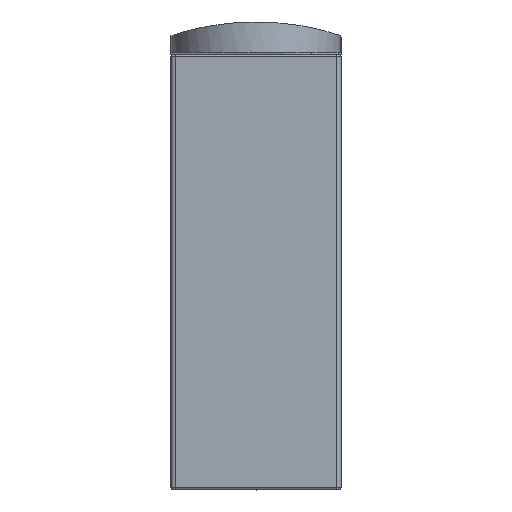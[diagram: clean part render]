
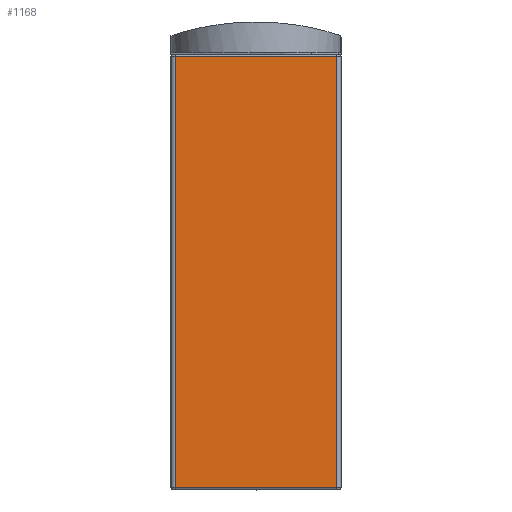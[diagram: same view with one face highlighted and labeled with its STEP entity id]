
A CAD part, top view. The second image highlights one B-rep face of the part: STEP entity #1168.
In plain terms, the highlighted planar face has unit normal (0, 0, 1).
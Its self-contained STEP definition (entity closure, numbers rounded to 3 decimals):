
#424=DIRECTION('',(1.,0.,0.));
#425=VECTOR('',#424,23.8);
#426=CARTESIAN_POINT('',(-11.9,63.7,15.));
#427=LINE('',#426,#425);
#428=DIRECTION('',(0.,-1.,0.));
#429=VECTOR('',#428,63.4);
#430=CARTESIAN_POINT('',(11.9,63.7,15.));
#431=LINE('',#430,#429);
#432=DIRECTION('',(-1.,0.,0.));
#433=VECTOR('',#432,23.8);
#434=CARTESIAN_POINT('',(11.9,0.3,15.));
#435=LINE('',#434,#433);
#436=DIRECTION('',(0.,-1.,0.));
#437=VECTOR('',#436,63.4);
#438=CARTESIAN_POINT('',(-11.9,63.7,15.));
#439=LINE('',#438,#437);
#567=CARTESIAN_POINT('',(-11.9,63.7,15.));
#568=VERTEX_POINT('',#567);
#571=CARTESIAN_POINT('',(11.9,63.7,15.));
#572=VERTEX_POINT('',#571);
#581=CARTESIAN_POINT('',(11.9,0.3,15.));
#582=VERTEX_POINT('',#581);
#587=CARTESIAN_POINT('',(-11.9,0.3,15.));
#588=VERTEX_POINT('',#587);
#1155=CARTESIAN_POINT('',(-12.5,0.,15.));
#1156=DIRECTION('',(0.,0.,1.));
#1157=DIRECTION('',(1.,0.,0.));
#1158=AXIS2_PLACEMENT_3D('',#1155,#1156,#1157);
#1159=PLANE('',#1158);
#1160=ORIENTED_EDGE('',*,*,#1021,.T.);
#1162=ORIENTED_EDGE('',*,*,#1161,.T.);
#1164=ORIENTED_EDGE('',*,*,#1163,.T.);
#1165=ORIENTED_EDGE('',*,*,#1147,.F.);
#1166=EDGE_LOOP('',(#1160,#1162,#1164,#1165));
#1167=FACE_OUTER_BOUND('',#1166,.F.);
#1168=ADVANCED_FACE('',(#1167),#1159,.T.);
#1021=EDGE_CURVE('',#568,#572,#427,.T.);
#1147=EDGE_CURVE('',#568,#588,#439,.T.);
#1161=EDGE_CURVE('',#572,#582,#431,.T.);
#1163=EDGE_CURVE('',#582,#588,#435,.T.);
